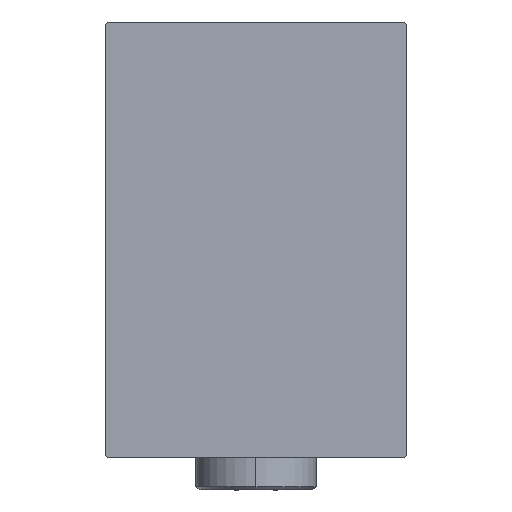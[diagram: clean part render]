
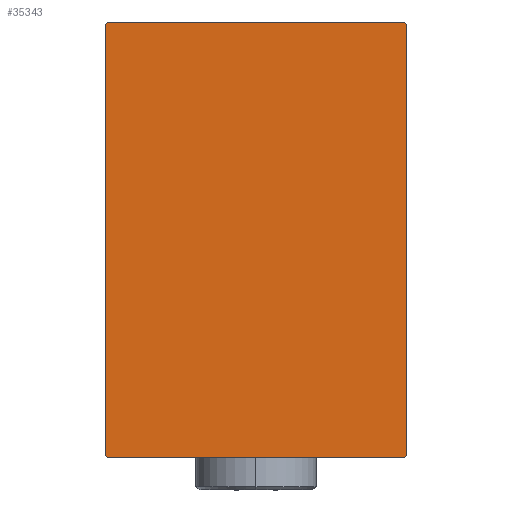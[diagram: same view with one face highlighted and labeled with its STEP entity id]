
A CAD part, left-side view. The second image highlights one B-rep face of the part: STEP entity #35343.
In plain terms, the highlighted face is planar.
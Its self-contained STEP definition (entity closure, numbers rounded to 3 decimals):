
#997 = LINE ( 'NONE', #4540, #24353 ) ;
#2292 = CARTESIAN_POINT ( 'NONE',  ( 130., 27.35, -27.35 ) ) ;
#2334 = LINE ( 'NONE', #15391, #17943 ) ;
#3343 = DIRECTION ( 'NONE',  ( 1., 0., 0. ) ) ;
#4540 = CARTESIAN_POINT ( 'NONE',  ( 130., -22.5, 32.5 ) ) ;
#4801 = VERTEX_POINT ( 'NONE', #7868 ) ;
#5415 = CARTESIAN_POINT ( 'NONE',  ( 130., 27.35, 27.35 ) ) ;
#6960 = EDGE_CURVE ( 'NONE', #36643, #32851, #12481, .T. ) ;
#7047 = VECTOR ( 'NONE', #42607, 1000. ) ;
#7463 = VECTOR ( 'NONE', #13720, 1000. ) ;
#7868 = CARTESIAN_POINT ( 'NONE',  ( 130., 22.5, -32.2 ) ) ;
#7901 = EDGE_LOOP ( 'NONE', ( #27564, #40066, #28162, #31618, #32642, #15108, #27879, #36953 ) ) ;
#9010 = VECTOR ( 'NONE', #25843, 1000. ) ;
#11819 = CARTESIAN_POINT ( 'NONE',  ( 130., -22.2, 32.5 ) ) ;
#12481 = LINE ( 'NONE', #20192, #14955 ) ;
#13309 = VERTEX_POINT ( 'NONE', #17623 ) ;
#13720 = DIRECTION ( 'NONE',  ( 0., 1., 0. ) ) ;
#14955 = VECTOR ( 'NONE', #26436, 1000. ) ;
#15108 = ORIENTED_EDGE ( 'NONE', *, *, #19261, .T. ) ;
#15391 = CARTESIAN_POINT ( 'NONE',  ( 130., -27.35, -27.35 ) ) ;
#16071 = VERTEX_POINT ( 'NONE', #19146 ) ;
#16831 = DIRECTION ( 'NONE',  ( 0., 0., -1. ) ) ;
#17623 = CARTESIAN_POINT ( 'NONE',  ( 130., -22.5, -32.2 ) ) ;
#17943 = VECTOR ( 'NONE', #29167, 1000. ) ;
#18637 = EDGE_CURVE ( 'NONE', #16071, #37782, #37250, .T. ) ;
#18956 = LINE ( 'NONE', #32497, #9010 ) ;
#19146 = CARTESIAN_POINT ( 'NONE',  ( 130., -22.2, -32.5 ) ) ;
#19261 = EDGE_CURVE ( 'NONE', #32851, #19775, #18956, .T. ) ;
#19775 = VERTEX_POINT ( 'NONE', #42613 ) ;
#19935 = FACE_OUTER_BOUND ( 'NONE', #7901, .T. ) ;
#20192 = CARTESIAN_POINT ( 'NONE',  ( 130., 22.5, 32.5 ) ) ;
#23930 = PLANE ( 'NONE',  #38085 ) ;
#23972 = EDGE_CURVE ( 'NONE', #13309, #16071, #2334, .T. ) ;
#24353 = VECTOR ( 'NONE', #38670, 1000. ) ;
#25218 = EDGE_CURVE ( 'NONE', #19775, #13309, #997, .T. ) ;
#25360 = LINE ( 'NONE', #5415, #30980 ) ;
#25728 = LINE ( 'NONE', #25950, #7047 ) ;
#25843 = DIRECTION ( 'NONE',  ( 0., -0.707, -0.707 ) ) ;
#25950 = CARTESIAN_POINT ( 'NONE',  ( 130., 22.5, -32.5 ) ) ;
#26436 = DIRECTION ( 'NONE',  ( 0., -1., 0. ) ) ;
#27564 = ORIENTED_EDGE ( 'NONE', *, *, #18637, .T. ) ;
#27879 = ORIENTED_EDGE ( 'NONE', *, *, #25218, .T. ) ;
#28162 = ORIENTED_EDGE ( 'NONE', *, *, #43886, .T. ) ;
#29167 = DIRECTION ( 'NONE',  ( 0., 0.707, -0.707 ) ) ;
#30821 = CARTESIAN_POINT ( 'NONE',  ( 130., 0., 0. ) ) ;
#30980 = VECTOR ( 'NONE', #42469, 1000. ) ;
#31248 = EDGE_CURVE ( 'NONE', #37782, #4801, #39320, .T. ) ;
#31618 = ORIENTED_EDGE ( 'NONE', *, *, #34740, .T. ) ;
#31649 = CARTESIAN_POINT ( 'NONE',  ( 130., 22.2, -32.5 ) ) ;
#32497 = CARTESIAN_POINT ( 'NONE',  ( 130., -27.35, 27.35 ) ) ;
#32642 = ORIENTED_EDGE ( 'NONE', *, *, #6960, .T. ) ;
#32851 = VERTEX_POINT ( 'NONE', #11819 ) ;
#34131 = CARTESIAN_POINT ( 'NONE',  ( 130., -22.5, -32.5 ) ) ;
#34437 = VECTOR ( 'NONE', #39541, 1000. ) ;
#34740 = EDGE_CURVE ( 'NONE', #40622, #36643, #25360, .T. ) ;
#35343 = ADVANCED_FACE ( 'NONE', ( #19935 ), #23930, .T. ) ;
#36643 = VERTEX_POINT ( 'NONE', #38737 ) ;
#36953 = ORIENTED_EDGE ( 'NONE', *, *, #23972, .T. ) ;
#37250 = LINE ( 'NONE', #34131, #7463 ) ;
#37782 = VERTEX_POINT ( 'NONE', #31649 ) ;
#38085 = AXIS2_PLACEMENT_3D ( 'NONE', #30821, #3343, #16831 ) ;
#38670 = DIRECTION ( 'NONE',  ( 0., 0., -1. ) ) ;
#38737 = CARTESIAN_POINT ( 'NONE',  ( 130., 22.2, 32.5 ) ) ;
#39320 = LINE ( 'NONE', #2292, #34437 ) ;
#39541 = DIRECTION ( 'NONE',  ( 0., 0.707, 0.707 ) ) ;
#40066 = ORIENTED_EDGE ( 'NONE', *, *, #31248, .T. ) ;
#40472 = CARTESIAN_POINT ( 'NONE',  ( 130., 22.5, 32.2 ) ) ;
#40622 = VERTEX_POINT ( 'NONE', #40472 ) ;
#42469 = DIRECTION ( 'NONE',  ( 0., -0.707, 0.707 ) ) ;
#42607 = DIRECTION ( 'NONE',  ( 0., 0., 1. ) ) ;
#42613 = CARTESIAN_POINT ( 'NONE',  ( 130., -22.5, 32.2 ) ) ;
#43886 = EDGE_CURVE ( 'NONE', #4801, #40622, #25728, .T. ) ;
